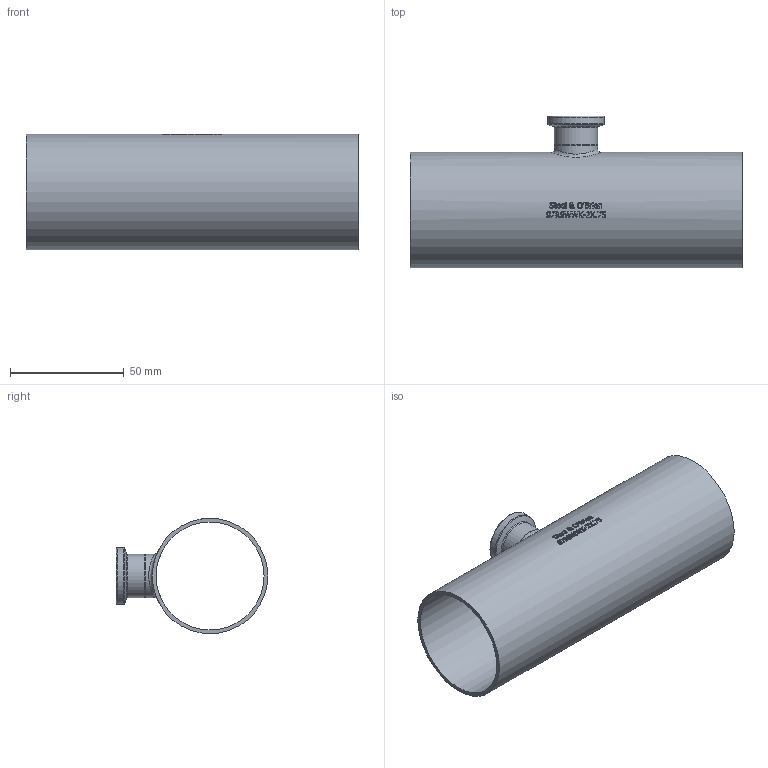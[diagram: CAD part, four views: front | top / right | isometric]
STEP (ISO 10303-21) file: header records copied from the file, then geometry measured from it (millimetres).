
FILE_DESCRIPTION(/* description */ (''),/* implementation_level */ '2;1');
FILE_NAME(/* name */ 'S7RSWWK-2X.75.stp',/* time_stamp */ '2018-11-29T14:55:00-05:00',/* author */ ('ken'),/* organization */ (''),/* preprocessor_version */ 'ST-DEVELOPER v15.2',/* originating_system */ 'Autodesk Inventor 2014',/* authorisation */ '');
FILE_SCHEMA (('AUTOMOTIVE_DESIGN { 1 0 10303 214 3 1 1 }'));
Length unit declared in the file: inch
Products named in the file (1): S7RSWWK-2X.75
Bounding box: 146.05 x 66.67 x 50.8 mm (x, y, z)
Volume: 38996.2 mm3; surface area: 47678.7 mm2
Topology: 1 solids, 1 shells, 425 faces, 1144 edges, 760 vertices
Faces by surface type: plane 190, bspline 183, cylinder 44, torus 6, cone 2
Full cylindrical faces by diameter (mm): 15.748 x2, 19.05 x2, 21.895 x1, 24.994 x1, 47.498 x1, 50.8 x1
Entity records: 16849 total; most frequent: CARTESIAN_POINT 7238, ORIENTED_EDGE 2246, DIRECTION 1466, EDGE_CURVE 1123, VERTEX_POINT 756, LINE 532, VECTOR 532, EDGE_LOOP 485
